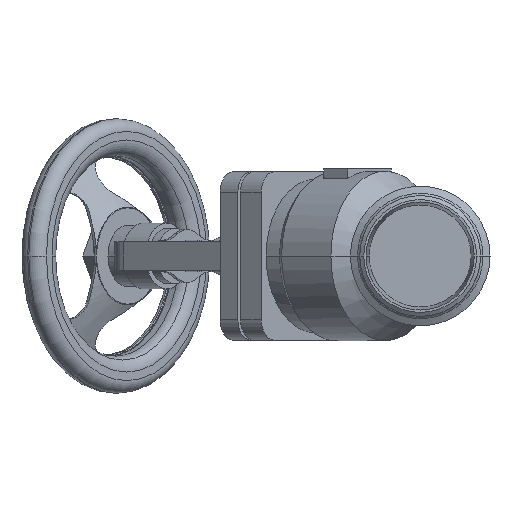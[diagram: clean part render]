
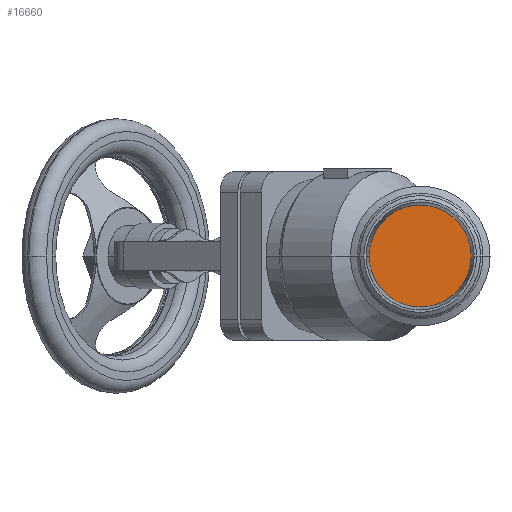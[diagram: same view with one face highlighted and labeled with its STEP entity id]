
A CAD part, left-side view. The second image highlights one B-rep face of the part: STEP entity #16660.
In plain terms, the highlighted planar face has unit normal (-1, 0, 0).
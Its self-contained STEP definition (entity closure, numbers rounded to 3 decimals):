
#2910=CARTESIAN_POINT('',(11.059,32.5,0.));
#2920=VERTEX_POINT('',#2910);
#3100=CARTESIAN_POINT('',(11.059,-32.5,0.));
#3110=VERTEX_POINT('',#3100);
#3140=CARTESIAN_POINT('',(11.059,0.,0.));
#3150=DIRECTION('',(-1.,0.,0.));
#3160=DIRECTION('',(0.,1.,0.));
#3170=AXIS2_PLACEMENT_3D('',#3140,#3150,#3160);
#3180=CIRCLE('',#3170,32.5);
#3190=EDGE_CURVE('',#3110,#2920,#3180,.T.);
#16560=CARTESIAN_POINT('',(11.059,16.25,0.)
);
#16570=DIRECTION('',(-1.,0.,0.));
#16580=DIRECTION('',(0.,1.,0.));
#16590=AXIS2_PLACEMENT_3D('',#16560,#16570,#16580);
#16600=PLANE('',#16590);
#16610=EDGE_CURVE('',#2920,#3110,#3180,.T.);
#16620=ORIENTED_EDGE('',*,*,#16610,.T.);
#16630=ORIENTED_EDGE('',*,*,#3190,.T.);
#16640=EDGE_LOOP('',(#16630,#16620));
#16650=FACE_OUTER_BOUND('',#16640,.T.);
#16660=ADVANCED_FACE('',(#16650),#16600,.T.);
